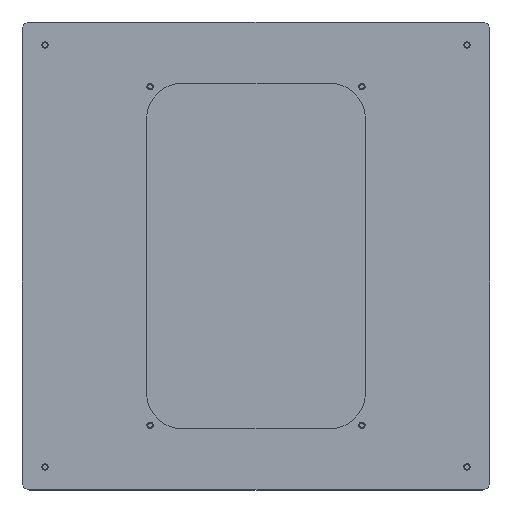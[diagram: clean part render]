
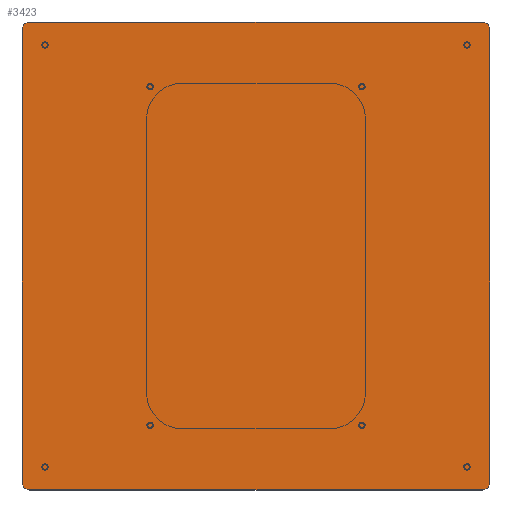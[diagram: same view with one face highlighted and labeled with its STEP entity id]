
A CAD part, top view. The second image highlights one B-rep face of the part: STEP entity #3423.
In plain terms, the highlighted planar face has unit normal (0, 0, 1).
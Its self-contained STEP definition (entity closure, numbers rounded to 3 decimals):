
#281 = VECTOR ( 'NONE', #34035, 1000. ) ;
#951 = VERTEX_POINT ( 'NONE', #13466 ) ;
#1442 = EDGE_CURVE ( 'NONE', #34176, #20675, #31804, .T. ) ;
#1980 = DIRECTION ( 'NONE',  ( 1., 0., 0. ) ) ;
#2507 = CARTESIAN_POINT ( 'NONE',  ( 580., 580., 10.1 ) ) ;
#2559 = EDGE_CURVE ( 'NONE', #27342, #34406, #4867, .T. ) ;
#3423 = ADVANCED_FACE ( 'NONE', ( #11862 ), #9266, .T. ) ;
#3650 = CARTESIAN_POINT ( 'NONE',  ( 0., 10., 10.1 ) ) ;
#3671 = CARTESIAN_POINT ( 'NONE',  ( 10., 580., 10.1 ) ) ;
#4867 = LINE ( 'NONE', #21072, #281 ) ;
#5013 = DIRECTION ( 'NONE',  ( 0., -1., 0. ) ) ;
#5183 = LINE ( 'NONE', #24028, #23015 ) ;
#6007 = CIRCLE ( 'NONE', #10491, 10. ) ;
#6078 = ORIENTED_EDGE ( 'NONE', *, *, #18778, .T. ) ;
#6637 = CIRCLE ( 'NONE', #27240, 10. ) ;
#6812 = DIRECTION ( 'NONE',  ( 1., 0., 0. ) ) ;
#7051 = AXIS2_PLACEMENT_3D ( 'NONE', #3671, #14141, #6812 ) ;
#7578 = CARTESIAN_POINT ( 'NONE',  ( 580., 10., 10.1 ) ) ;
#8089 = DIRECTION ( 'NONE',  ( 0., 0., 1. ) ) ;
#8915 = CARTESIAN_POINT ( 'NONE',  ( 10., 590., 10.1 ) ) ;
#9266 = PLANE ( 'NONE',  #7051 ) ;
#9805 = ORIENTED_EDGE ( 'NONE', *, *, #28958, .T. ) ;
#9973 = ORIENTED_EDGE ( 'NONE', *, *, #28200, .T. ) ;
#10383 = DIRECTION ( 'NONE',  ( 1., 0., 0. ) ) ;
#10491 = AXIS2_PLACEMENT_3D ( 'NONE', #31635, #21573, #31271 ) ;
#11726 = VECTOR ( 'NONE', #22748, 1000. ) ;
#11862 = FACE_OUTER_BOUND ( 'NONE', #20889, .T. ) ;
#12321 = EDGE_CURVE ( 'NONE', #20675, #951, #32069, .T. ) ;
#12836 = ORIENTED_EDGE ( 'NONE', *, *, #19888, .T. ) ;
#13466 = CARTESIAN_POINT ( 'NONE',  ( 590., 10., 10.1 ) ) ;
#14141 = DIRECTION ( 'NONE',  ( 0., 0., 1. ) ) ;
#14198 = CARTESIAN_POINT ( 'NONE',  ( 580., 590., 10.1 ) ) ;
#14981 = ORIENTED_EDGE ( 'NONE', *, *, #2559, .T. ) ;
#16077 = CARTESIAN_POINT ( 'NONE',  ( 0., 580., 10.1 ) ) ;
#17569 = CARTESIAN_POINT ( 'NONE',  ( 590., 580., 10.1 ) ) ;
#18778 = EDGE_CURVE ( 'NONE', #25795, #23007, #5183, .T. ) ;
#19888 = EDGE_CURVE ( 'NONE', #20500, #27342, #21949, .T. ) ;
#19939 = DIRECTION ( 'NONE',  ( 0., 0., 1. ) ) ;
#20500 = VERTEX_POINT ( 'NONE', #17569 ) ;
#20561 = ORIENTED_EDGE ( 'NONE', *, *, #1442, .T. ) ;
#20675 = VERTEX_POINT ( 'NONE', #31204 ) ;
#20889 = EDGE_LOOP ( 'NONE', ( #9973, #6078, #9805, #20561, #22765, #27539, #12836, #14981 ) ) ;
#21072 = CARTESIAN_POINT ( 'NONE',  ( 580., 590., 10.1 ) ) ;
#21573 = DIRECTION ( 'NONE',  ( 0., 0., 1. ) ) ;
#21949 = CIRCLE ( 'NONE', #28626, 10. ) ;
#22220 = CARTESIAN_POINT ( 'NONE',  ( 590., 10., 10.1 ) ) ;
#22589 = CARTESIAN_POINT ( 'NONE',  ( 10., 10., 10.1 ) ) ;
#22748 = DIRECTION ( 'NONE',  ( 0., 1., 0. ) ) ;
#22765 = ORIENTED_EDGE ( 'NONE', *, *, #12321, .T. ) ;
#23007 = VERTEX_POINT ( 'NONE', #3650 ) ;
#23015 = VECTOR ( 'NONE', #5013, 1000. ) ;
#23597 = CARTESIAN_POINT ( 'NONE',  ( 10., 0., 10.1 ) ) ;
#23612 = CARTESIAN_POINT ( 'NONE',  ( 10., 0., 10.1 ) ) ;
#24028 = CARTESIAN_POINT ( 'NONE',  ( 0., 580., 10.1 ) ) ;
#24110 = EDGE_CURVE ( 'NONE', #951, #20500, #25025, .T. ) ;
#25025 = LINE ( 'NONE', #22220, #11726 ) ;
#25795 = VERTEX_POINT ( 'NONE', #16077 ) ;
#26092 = DIRECTION ( 'NONE',  ( 0., 0., 1. ) ) ;
#27240 = AXIS2_PLACEMENT_3D ( 'NONE', #22589, #19939, #30613 ) ;
#27342 = VERTEX_POINT ( 'NONE', #14198 ) ;
#27539 = ORIENTED_EDGE ( 'NONE', *, *, #24110, .T. ) ;
#28200 = EDGE_CURVE ( 'NONE', #34406, #25795, #6007, .T. ) ;
#28626 = AXIS2_PLACEMENT_3D ( 'NONE', #2507, #8089, #10383 ) ;
#28958 = EDGE_CURVE ( 'NONE', #23007, #34176, #6637, .T. ) ;
#29628 = VECTOR ( 'NONE', #31654, 1000. ) ;
#30613 = DIRECTION ( 'NONE',  ( 1., 0., 0. ) ) ;
#30958 = AXIS2_PLACEMENT_3D ( 'NONE', #7578, #26092, #1980 ) ;
#31204 = CARTESIAN_POINT ( 'NONE',  ( 580., 0., 10.1 ) ) ;
#31271 = DIRECTION ( 'NONE',  ( 1., 0., 0. ) ) ;
#31635 = CARTESIAN_POINT ( 'NONE',  ( 10., 580., 10.1 ) ) ;
#31654 = DIRECTION ( 'NONE',  ( 1., 0., 0. ) ) ;
#31804 = LINE ( 'NONE', #23597, #29628 ) ;
#32069 = CIRCLE ( 'NONE', #30958, 10. ) ;
#34035 = DIRECTION ( 'NONE',  ( -1., 0., 0. ) ) ;
#34176 = VERTEX_POINT ( 'NONE', #23612 ) ;
#34406 = VERTEX_POINT ( 'NONE', #8915 ) ;
